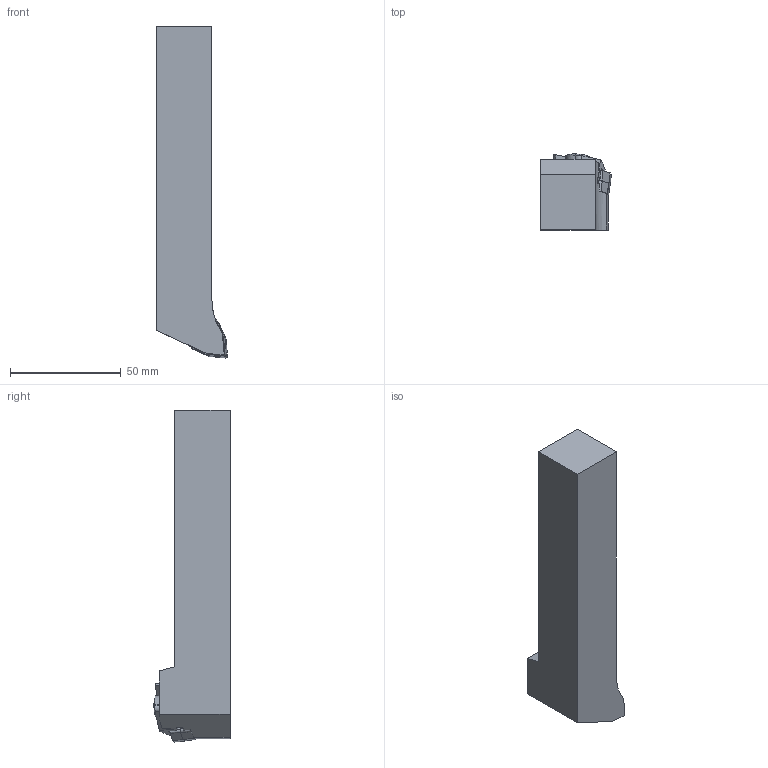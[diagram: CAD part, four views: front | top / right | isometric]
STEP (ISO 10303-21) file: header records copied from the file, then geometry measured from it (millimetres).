
FILE_DESCRIPTION((''),'2;1');
FILE_NAME('MWLNL2525M08.stp','2022-10-04T13:04:55',('Oftec7'),(''),'Autodesk Inventor 2013','Autodesk Inventor 2013','');
FILE_SCHEMA(('CONFIG_CONTROL_DESIGN'));
Length unit declared in the file: millimetre
Products named in the file (1): MWLNL2525M08
Bounding box: 31.99 x 34.45 x 149.99 mm (x, y, z)
Volume: 96207.3 mm3; surface area: 20015.2 mm2
Topology: 5 solids, 5 shells, 102 faces, 270 edges, 179 vertices
Faces by surface type: plane 68, cylinder 30, cone 3, torus 1
Full cylindrical faces by diameter (mm): 4 x2, 5.15 x1, 7 x1, 8 x1, 8.2 x1, 12 x1
Entity records: 3240 total; most frequent: CARTESIAN_POINT 606, DIRECTION 525, ORIENTED_EDGE 508, EDGE_CURVE 254, AXIS2_PLACEMENT_3D 175, VECTOR 175, LINE 175, VERTEX_POINT 174
